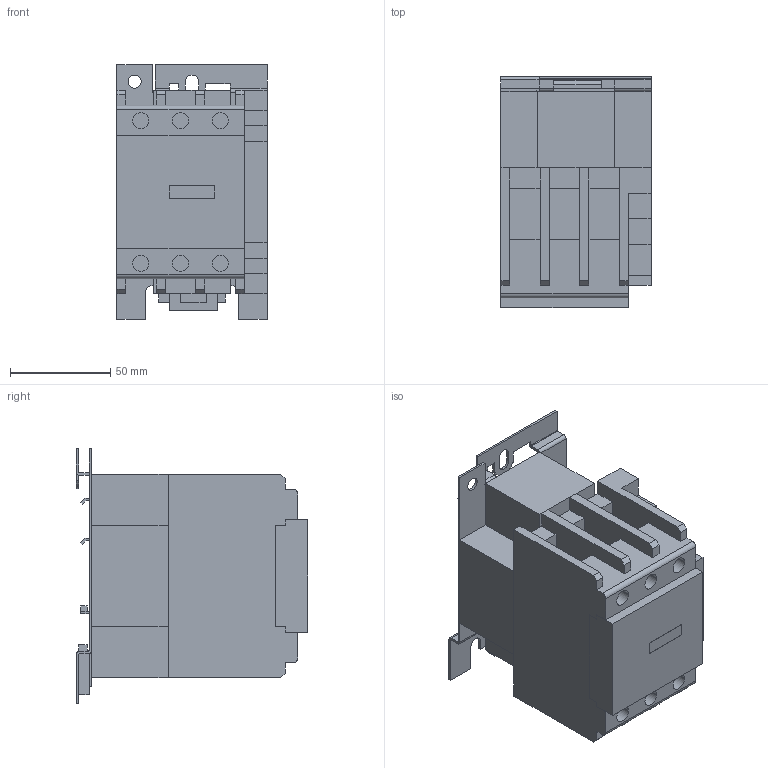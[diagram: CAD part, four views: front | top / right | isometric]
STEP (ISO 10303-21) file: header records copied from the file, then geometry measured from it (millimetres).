
FILE_DESCRIPTION(('starvars output'),'2;1');
FILE_NAME('LC1D65M7_3D.stp','09:33:40 2020/03/31',( 'Thomas Industrial Network Germany GmbH'),( 'Thomas Industrial Network Germany GmbH'),'unknown preprocess','ACIS' ,'unknown authorization');
FILE_SCHEMA(('AUTOMOTIVE_DESIGN_CC2 {UNKNOWN IMPLEMENTATION LEVEL}'));
Length unit declared in the file: millimetre
Products named in the file (4): PRODUCT_ID_405; PRODUCT_ID_406; PRODUCT_ID_407; PRODUCT_ID_408
Bounding box: 74.93 x 115.32 x 127 mm (x, y, z)
Volume: 650489.6 mm3; surface area: 104510.5 mm2
Topology: 4 solids, 4 shells, 239 faces, 662 edges, 439 vertices
Faces by surface type: plane 203, cylinder 36
Entity records: 9119 total; most frequent: ORIENTED_EDGE 1324, CARTESIAN_POINT 1187, DIRECTION 990, EDGE_CURVE 662, VECTOR 506, LINE 506, VERTEX_POINT 439, EDGE_LOOP 253
